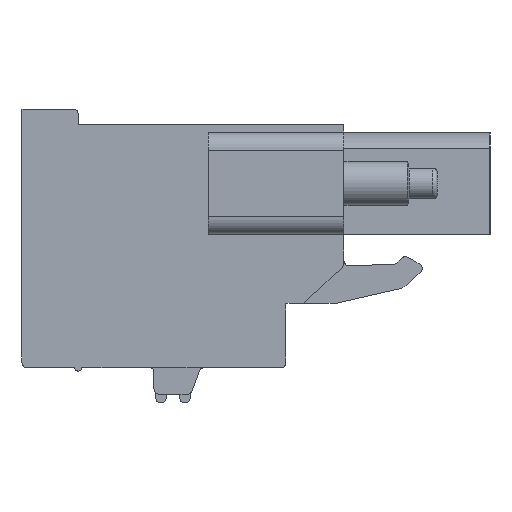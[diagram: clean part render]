
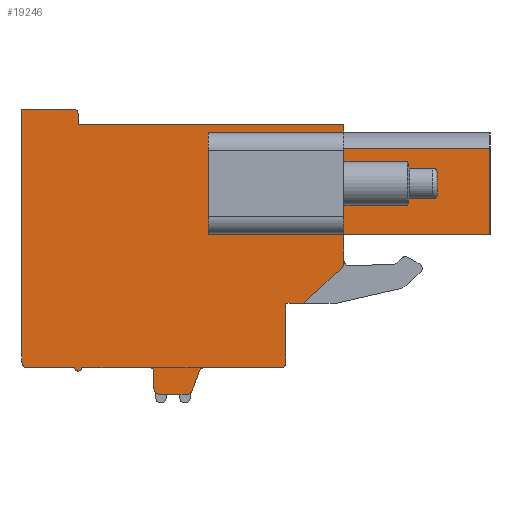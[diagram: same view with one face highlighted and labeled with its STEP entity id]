
A CAD part, left-side view. The second image highlights one B-rep face of the part: STEP entity #19246.
In plain terms, the highlighted planar face has unit normal (-1, 0, 0).
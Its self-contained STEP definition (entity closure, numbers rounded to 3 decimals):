
#1=DIRECTION('',(0.,0.,-1.));
#2=VECTOR('',#1,1.325);
#3=CARTESIAN_POINT('',(0.,-5.66,6.96));
#4=LINE('',#3,#2);
#5=DIRECTION('',(0.,1.,0.));
#6=VECTOR('',#5,8.3);
#7=CARTESIAN_POINT('',(0.,-13.96,5.635));
#8=LINE('',#7,#6);
#9=DIRECTION('',(0.,1.,0.));
#10=VECTOR('',#9,8.3);
#11=CARTESIAN_POINT('',(0.,-13.96,0.73));
#12=LINE('',#11,#10);
#13=DIRECTION('',(0.,0.,-1.));
#14=VECTOR('',#13,1.64);
#15=CARTESIAN_POINT('',(0.,-5.66,0.73));
#16=LINE('',#15,#14);
#17=CARTESIAN_POINT('',(0.,-5.36,-0.91));
#18=DIRECTION('',(1.,0.,0.));
#19=DIRECTION('',(0.,-1.,0.));
#20=AXIS2_PLACEMENT_3D('',#17,#18,#19);
#22=DIRECTION('',(0.,0.731,-0.683));
#23=VECTOR('',#22,3.018);
#24=CARTESIAN_POINT('',(0.,-5.565,-1.129));
#25=LINE('',#24,#23);
#26=DIRECTION('',(0.,1.,0.));
#27=VECTOR('',#26,1.);
#28=CARTESIAN_POINT('',(0.,-3.36,-3.19));
#29=LINE('',#28,#27);
#30=DIRECTION('',(0.,0.,-1.));
#31=VECTOR('',#30,0.5);
#32=CARTESIAN_POINT('',(0.,-2.36,-3.19));
#33=LINE('',#32,#31);
#34=DIRECTION('',(0.,0.,-1.));
#35=VECTOR('',#34,2.35);
#36=CARTESIAN_POINT('',(0.,-2.36,-3.69));
#37=LINE('',#36,#35);
#38=DIRECTION('',(0.,0.,-1.));
#39=VECTOR('',#38,0.5);
#40=CARTESIAN_POINT('',(0.,-2.36,-6.04));
#41=LINE('',#40,#39);
#42=CARTESIAN_POINT('',(0.,-2.06,-6.54));
#43=DIRECTION('',(1.,0.,0.));
#44=DIRECTION('',(0.,-1.,0.));
#45=AXIS2_PLACEMENT_3D('',#42,#43,#44);
#47=DIRECTION('',(0.,1.,0.));
#48=VECTOR('',#47,4.34);
#49=CARTESIAN_POINT('',(0.,-2.06,-6.84));
#50=LINE('',#49,#48);
#51=CARTESIAN_POINT('',(0.,2.28,-7.14));
#52=DIRECTION('',(-1.,0.,0.));
#53=DIRECTION('',(0.,0.,1.));
#54=AXIS2_PLACEMENT_3D('',#51,#52,#53);
#56=DIRECTION('',(0.,0.345,-0.939));
#57=VECTOR('',#56,1.179);
#58=CARTESIAN_POINT('',(0.,2.562,-7.037));
#59=LINE('',#58,#57);
#60=CARTESIAN_POINT('',(0.,3.25,-8.04));
#61=DIRECTION('',(1.,0.,0.));
#62=DIRECTION('',(0.,-0.939,-0.345));
#63=AXIS2_PLACEMENT_3D('',#60,#61,#62);
#65=DIRECTION('',(0.,1.,0.));
#66=VECTOR('',#65,1.59);
#67=CARTESIAN_POINT('',(0.,3.25,-8.34));
#68=LINE('',#67,#66);
#69=CARTESIAN_POINT('',(0.,4.84,-8.04));
#70=DIRECTION('',(1.,0.,0.));
#71=DIRECTION('',(0.,0.,-1.));
#72=AXIS2_PLACEMENT_3D('',#69,#70,#71);
#74=DIRECTION('',(0.,0.,1.));
#75=VECTOR('',#74,1.);
#76=CARTESIAN_POINT('',(0.,5.14,-8.04));
#77=LINE('',#76,#75);
#78=CARTESIAN_POINT('',(0.,5.34,-7.04));
#79=DIRECTION('',(-1.,0.,0.));
#80=DIRECTION('',(0.,-1.,0.));
#81=AXIS2_PLACEMENT_3D('',#78,#79,#80);
#83=DIRECTION('',(0.,1.,0.));
#84=VECTOR('',#83,3.9);
#85=CARTESIAN_POINT('',(0.,5.34,-6.84));
#86=LINE('',#85,#84);
#87=CARTESIAN_POINT('',(0.,9.44,-6.84));
#88=DIRECTION('',(1.,0.,0.));
#89=DIRECTION('',(0.,-1.,0.));
#90=AXIS2_PLACEMENT_3D('',#87,#88,#89);
#92=DIRECTION('',(0.,1.,0.));
#93=VECTOR('',#92,2.7);
#94=CARTESIAN_POINT('',(0.,9.64,-6.84));
#95=LINE('',#94,#93);
#96=CARTESIAN_POINT('',(0.,12.34,-6.54));
#97=DIRECTION('',(1.,0.,0.));
#98=DIRECTION('',(0.,0.,-1.));
#99=AXIS2_PLACEMENT_3D('',#96,#97,#98);
#101=DIRECTION('',(0.,0.,1.));
#102=VECTOR('',#101,0.5);
#103=CARTESIAN_POINT('',(0.,12.64,-6.54));
#104=LINE('',#103,#102);
#105=DIRECTION('',(0.,0.,1.));
#106=VECTOR('',#105,13.9);
#107=CARTESIAN_POINT('',(0.,12.64,-6.04));
#108=LINE('',#107,#106);
#109=DIRECTION('',(0.,-1.,0.));
#110=VECTOR('',#109,2.9);
#111=CARTESIAN_POINT('',(0.,12.64,7.86));
#112=LINE('',#111,#110);
#113=CARTESIAN_POINT('',(0.,9.74,7.56));
#114=DIRECTION('',(1.,0.,0.));
#115=DIRECTION('',(0.,0.,1.));
#116=AXIS2_PLACEMENT_3D('',#113,#114,#115);
#118=DIRECTION('',(0.,0.,-1.));
#119=VECTOR('',#118,0.6);
#120=CARTESIAN_POINT('',(0.,9.44,7.56));
#121=LINE('',#120,#119);
#122=DIRECTION('',(0.,-1.,0.));
#123=VECTOR('',#122,15.1);
#124=CARTESIAN_POINT('',(0.,9.44,6.96));
#125=LINE('',#124,#123);
#126=DIRECTION('',(0.,-1.,0.));
#127=VECTOR('',#126,6.1);
#128=CARTESIAN_POINT('',(0.,2.04,0.73));
#129=LINE('',#128,#127);
#130=DIRECTION('',(0.,0.,1.));
#131=VECTOR('',#130,5.8);
#132=CARTESIAN_POINT('',(0.,-4.06,0.73));
#133=LINE('',#132,#131);
#134=DIRECTION('',(0.,1.,0.));
#135=VECTOR('',#134,6.1);
#136=CARTESIAN_POINT('',(0.,-4.06,6.53));
#137=LINE('',#136,#135);
#11834=DIRECTION('',(0.,0.,1.));
#11835=VECTOR('',#11834,4.905);
#11836=CARTESIAN_POINT('',(0.,-13.96,0.73));
#11837=LINE('',#11836,#11835);
#14340=DIRECTION('',(0.,0.,1.));
#14341=VECTOR('',#14340,5.8);
#14342=CARTESIAN_POINT('',(0.,2.04,0.73));
#14343=LINE('',#14342,#14341);
#14601=CARTESIAN_POINT('',(0.,12.34,-6.84));
#14602=CARTESIAN_POINT('',(0.,12.64,-6.54));
#14603=VERTEX_POINT('',#14601);
#14604=VERTEX_POINT('',#14602);
#14605=CARTESIAN_POINT('',(0.,12.64,-6.04));
#14606=VERTEX_POINT('',#14605);
#14607=CARTESIAN_POINT('',(0.,12.64,7.86));
#14608=VERTEX_POINT('',#14607);
#14609=CARTESIAN_POINT('',(0.,9.74,7.86));
#14610=VERTEX_POINT('',#14609);
#14611=CARTESIAN_POINT('',(0.,9.44,7.56));
#14612=VERTEX_POINT('',#14611);
#14613=CARTESIAN_POINT('',(0.,9.44,6.96));
#14614=VERTEX_POINT('',#14613);
#14615=CARTESIAN_POINT('',(0.,-5.66,6.96));
#14616=VERTEX_POINT('',#14615);
#14617=CARTESIAN_POINT('',(0.,-5.66,-0.91));
#14618=CARTESIAN_POINT('',(0.,-5.565,-1.129));
#14619=VERTEX_POINT('',#14617);
#14620=VERTEX_POINT('',#14618);
#14621=CARTESIAN_POINT('',(0.,-3.36,-3.19));
#14622=VERTEX_POINT('',#14621);
#14623=CARTESIAN_POINT('',(0.,-2.36,-3.19));
#14624=VERTEX_POINT('',#14623);
#14625=CARTESIAN_POINT('',(0.,-2.36,-3.69));
#14626=VERTEX_POINT('',#14625);
#14627=CARTESIAN_POINT('',(0.,-2.36,-6.04));
#14628=VERTEX_POINT('',#14627);
#14629=CARTESIAN_POINT('',(0.,-2.36,-6.54));
#14630=VERTEX_POINT('',#14629);
#14631=CARTESIAN_POINT('',(0.,-2.06,-6.84));
#14632=VERTEX_POINT('',#14631);
#14633=CARTESIAN_POINT('',(0.,2.28,-6.84));
#14634=VERTEX_POINT('',#14633);
#14635=CARTESIAN_POINT('',(0.,2.562,-7.037));
#14636=VERTEX_POINT('',#14635);
#14637=CARTESIAN_POINT('',(0.,2.968,-8.143));
#14638=VERTEX_POINT('',#14637);
#14639=CARTESIAN_POINT('',(0.,3.25,-8.34));
#14640=VERTEX_POINT('',#14639);
#14641=CARTESIAN_POINT('',(0.,4.84,-8.34));
#14642=VERTEX_POINT('',#14641);
#14643=CARTESIAN_POINT('',(0.,5.14,-8.04));
#14644=VERTEX_POINT('',#14643);
#14645=CARTESIAN_POINT('',(0.,5.14,-7.04));
#14646=VERTEX_POINT('',#14645);
#14647=CARTESIAN_POINT('',(0.,5.34,-6.84));
#14648=VERTEX_POINT('',#14647);
#14649=CARTESIAN_POINT('',(0.,9.24,-6.84));
#14650=VERTEX_POINT('',#14649);
#14651=CARTESIAN_POINT('',(0.,9.64,-6.84));
#14652=VERTEX_POINT('',#14651);
#14729=CARTESIAN_POINT('',(0.,-13.96,0.73));
#14730=VERTEX_POINT('',#14729);
#14731=CARTESIAN_POINT('',(0.,-5.66,0.73));
#14732=VERTEX_POINT('',#14731);
#14957=CARTESIAN_POINT('',(0.,-13.96,5.635));
#14959=VERTEX_POINT('',#14957);
#19005=CARTESIAN_POINT('',(0.,2.04,0.73));
#19006=CARTESIAN_POINT('',(0.,2.04,6.53));
#19007=VERTEX_POINT('',#19005);
#19008=VERTEX_POINT('',#19006);
#19013=CARTESIAN_POINT('',(0.,-4.06,0.73));
#19015=VERTEX_POINT('',#19013);
#19017=CARTESIAN_POINT('',(0.,-4.06,6.53));
#19019=VERTEX_POINT('',#19017);
#19021=CARTESIAN_POINT('',(0.,-5.66,5.635));
#19022=VERTEX_POINT('',#19021);
#19169=CARTESIAN_POINT('',(0.,0.,0.));
#19170=DIRECTION('',(1.,0.,0.));
#19171=DIRECTION('',(0.,-1.,0.));
#19172=AXIS2_PLACEMENT_3D('',#19169,#19170,#19171);
#19173=PLANE('',#19172);
#19175=ORIENTED_EDGE('',*,*,#19174,.T.);
#19177=ORIENTED_EDGE('',*,*,#19176,.F.);
#19179=ORIENTED_EDGE('',*,*,#19178,.F.);
#19181=ORIENTED_EDGE('',*,*,#19180,.T.);
#19183=ORIENTED_EDGE('',*,*,#19182,.T.);
#19185=ORIENTED_EDGE('',*,*,#19184,.T.);
#19187=ORIENTED_EDGE('',*,*,#19186,.T.);
#19189=ORIENTED_EDGE('',*,*,#19188,.T.);
#19191=ORIENTED_EDGE('',*,*,#19190,.T.);
#19193=ORIENTED_EDGE('',*,*,#19192,.T.);
#19195=ORIENTED_EDGE('',*,*,#19194,.T.);
#19197=ORIENTED_EDGE('',*,*,#19196,.T.);
#19199=ORIENTED_EDGE('',*,*,#19198,.T.);
#19201=ORIENTED_EDGE('',*,*,#19200,.T.);
#19203=ORIENTED_EDGE('',*,*,#19202,.T.);
#19205=ORIENTED_EDGE('',*,*,#19204,.T.);
#19207=ORIENTED_EDGE('',*,*,#19206,.T.);
#19209=ORIENTED_EDGE('',*,*,#19208,.T.);
#19211=ORIENTED_EDGE('',*,*,#19210,.T.);
#19213=ORIENTED_EDGE('',*,*,#19212,.T.);
#19215=ORIENTED_EDGE('',*,*,#19214,.T.);
#19217=ORIENTED_EDGE('',*,*,#19216,.T.);
#19219=ORIENTED_EDGE('',*,*,#19218,.T.);
#19221=ORIENTED_EDGE('',*,*,#19220,.T.);
#19223=ORIENTED_EDGE('',*,*,#19222,.T.);
#19225=ORIENTED_EDGE('',*,*,#19224,.T.);
#19227=ORIENTED_EDGE('',*,*,#19226,.T.);
#19229=ORIENTED_EDGE('',*,*,#19228,.T.);
#19231=ORIENTED_EDGE('',*,*,#19230,.T.);
#19233=ORIENTED_EDGE('',*,*,#19232,.T.);
#19234=EDGE_LOOP('',(#19175,#19177,#19179,#19181,#19183,#19185,#19187,#19189,
#19191,#19193,#19195,#19197,#19199,#19201,#19203,#19205,#19207,#19209,#19211,
#19213,#19215,#19217,#19219,#19221,#19223,#19225,#19227,#19229,#19231,#19233));
#19235=FACE_OUTER_BOUND('',#19234,.F.);
#19237=ORIENTED_EDGE('',*,*,#19236,.T.);
#19239=ORIENTED_EDGE('',*,*,#19238,.T.);
#19241=ORIENTED_EDGE('',*,*,#19240,.T.);
#19243=ORIENTED_EDGE('',*,*,#19242,.F.);
#19244=EDGE_LOOP('',(#19237,#19239,#19241,#19243));
#19245=FACE_BOUND('',#19244,.F.);
#19246=ADVANCED_FACE('',(#19235,#19245),#19173,.F.);
#21=CIRCLE('',#20,0.3);
#46=CIRCLE('',#45,0.3);
#55=CIRCLE('',#54,0.3);
#64=CIRCLE('',#63,0.3);
#73=CIRCLE('',#72,0.3);
#82=CIRCLE('',#81,0.2);
#91=CIRCLE('',#90,0.2);
#100=CIRCLE('',#99,0.3);
#117=CIRCLE('',#116,0.3);
#19174=EDGE_CURVE('',#14616,#19022,#4,.T.);
#19176=EDGE_CURVE('',#14959,#19022,#8,.T.);
#19178=EDGE_CURVE('',#14730,#14959,#11837,.T.);
#19180=EDGE_CURVE('',#14730,#14732,#12,.T.);
#19182=EDGE_CURVE('',#14732,#14619,#16,.T.);
#19184=EDGE_CURVE('',#14619,#14620,#21,.T.);
#19186=EDGE_CURVE('',#14620,#14622,#25,.T.);
#19188=EDGE_CURVE('',#14622,#14624,#29,.T.);
#19190=EDGE_CURVE('',#14624,#14626,#33,.T.);
#19192=EDGE_CURVE('',#14626,#14628,#37,.T.);
#19194=EDGE_CURVE('',#14628,#14630,#41,.T.);
#19196=EDGE_CURVE('',#14630,#14632,#46,.T.);
#19198=EDGE_CURVE('',#14632,#14634,#50,.T.);
#19200=EDGE_CURVE('',#14634,#14636,#55,.T.);
#19202=EDGE_CURVE('',#14636,#14638,#59,.T.);
#19204=EDGE_CURVE('',#14638,#14640,#64,.T.);
#19206=EDGE_CURVE('',#14640,#14642,#68,.T.);
#19208=EDGE_CURVE('',#14642,#14644,#73,.T.);
#19210=EDGE_CURVE('',#14644,#14646,#77,.T.);
#19212=EDGE_CURVE('',#14646,#14648,#82,.T.);
#19214=EDGE_CURVE('',#14648,#14650,#86,.T.);
#19216=EDGE_CURVE('',#14650,#14652,#91,.T.);
#19218=EDGE_CURVE('',#14652,#14603,#95,.T.);
#19220=EDGE_CURVE('',#14603,#14604,#100,.T.);
#19222=EDGE_CURVE('',#14604,#14606,#104,.T.);
#19224=EDGE_CURVE('',#14606,#14608,#108,.T.);
#19226=EDGE_CURVE('',#14608,#14610,#112,.T.);
#19228=EDGE_CURVE('',#14610,#14612,#117,.T.);
#19230=EDGE_CURVE('',#14612,#14614,#121,.T.);
#19232=EDGE_CURVE('',#14614,#14616,#125,.T.);
#19236=EDGE_CURVE('',#19007,#19015,#129,.T.);
#19238=EDGE_CURVE('',#19015,#19019,#133,.T.);
#19240=EDGE_CURVE('',#19019,#19008,#137,.T.);
#19242=EDGE_CURVE('',#19007,#19008,#14343,.T.);
